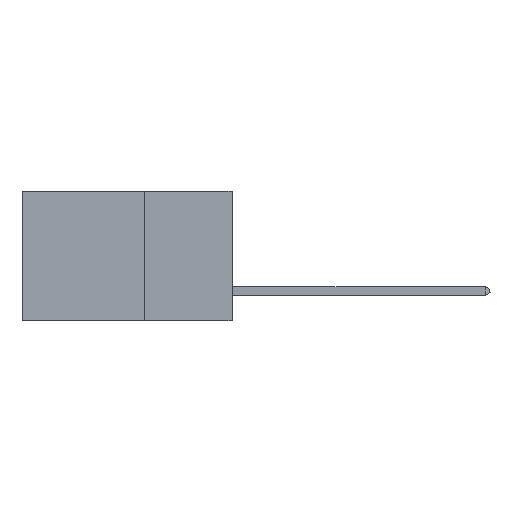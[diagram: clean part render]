
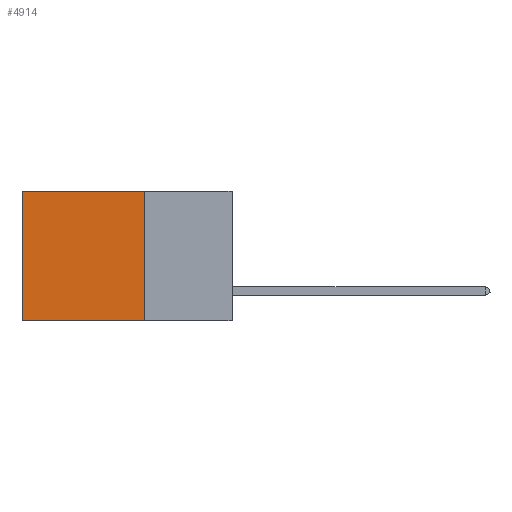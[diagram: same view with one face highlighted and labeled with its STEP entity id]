
A CAD part, left-side view. The second image highlights one B-rep face of the part: STEP entity #4914.
In plain terms, the highlighted planar face has unit normal (-1, 0, 0).
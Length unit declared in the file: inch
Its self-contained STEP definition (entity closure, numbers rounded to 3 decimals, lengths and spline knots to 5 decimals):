
#87 = FACE_OUTER_BOUND ( 'NONE', #7700, .T. ) ;
#808 = DIRECTION ( 'NONE',  ( 0., 0., -1. ) ) ;
#1976 = EDGE_CURVE ( 'NONE', #5925, #14637, #5948, .T. ) ;
#2836 = VERTEX_POINT ( 'NONE', #14132 ) ;
#3077 = EDGE_CURVE ( 'NONE', #5925, #5983, #4736, .T. ) ;
#3260 = LINE ( 'NONE', #6450, #14396 ) ;
#3887 = CARTESIAN_POINT ( 'NONE',  ( 0.2875, 0.6, 0. ) ) ;
#4508 = ORIENTED_EDGE ( 'NONE', *, *, #3077, .F. ) ;
#4694 = ORIENTED_EDGE ( 'NONE', *, *, #14279, .F. ) ;
#4736 = LINE ( 'NONE', #13754, #9927 ) ;
#4815 = VECTOR ( 'NONE', #6158, 39.37008 ) ;
#4914 = ADVANCED_FACE ( 'NONE', ( #87 ), #8869, .F. ) ;
#5259 = EDGE_CURVE ( 'NONE', #14637, #2836, #13571, .T. ) ;
#5905 = CARTESIAN_POINT ( 'NONE',  ( 0.2875, 0.25, 0. ) ) ;
#5925 = VERTEX_POINT ( 'NONE', #7100 ) ;
#5948 = LINE ( 'NONE', #5905, #4815 ) ;
#5983 = VERTEX_POINT ( 'NONE', #7874 ) ;
#6158 = DIRECTION ( 'NONE',  ( 0., 1., 0. ) ) ;
#6450 = CARTESIAN_POINT ( 'NONE',  ( 0.2875, 0.25, -0.37 ) ) ;
#6795 = DIRECTION ( 'NONE',  ( 0., 0., -1. ) ) ;
#7100 = CARTESIAN_POINT ( 'NONE',  ( 0.2875, 0.25, 0. ) ) ;
#7565 = DIRECTION ( 'NONE',  ( 0., 0., -1. ) ) ;
#7605 = CARTESIAN_POINT ( 'NONE',  ( 0.2875, 0.6, 0. ) ) ;
#7700 = EDGE_LOOP ( 'NONE', ( #10009, #4694, #4508, #14397 ) ) ;
#7874 = CARTESIAN_POINT ( 'NONE',  ( 0.2875, 0.25, -0.37 ) ) ;
#7957 = DIRECTION ( 'NONE',  ( 1., 0., 0. ) ) ;
#8869 = PLANE ( 'NONE',  #9342 ) ;
#8918 = CARTESIAN_POINT ( 'NONE',  ( 0.2875, 0.25, 0. ) ) ;
#9342 = AXIS2_PLACEMENT_3D ( 'NONE', #8918, #7957, #6795 ) ;
#9927 = VECTOR ( 'NONE', #808, 39.37008 ) ;
#10009 = ORIENTED_EDGE ( 'NONE', *, *, #5259, .T. ) ;
#11881 = VECTOR ( 'NONE', #7565, 39.37008 ) ;
#13571 = LINE ( 'NONE', #3887, #11881 ) ;
#13754 = CARTESIAN_POINT ( 'NONE',  ( 0.2875, 0.25, 0. ) ) ;
#14132 = CARTESIAN_POINT ( 'NONE',  ( 0.2875, 0.6, -0.37 ) ) ;
#14279 = EDGE_CURVE ( 'NONE', #5983, #2836, #3260, .T. ) ;
#14396 = VECTOR ( 'NONE', #14722, 39.37008 ) ;
#14397 = ORIENTED_EDGE ( 'NONE', *, *, #1976, .T. ) ;
#14637 = VERTEX_POINT ( 'NONE', #7605 ) ;
#14722 = DIRECTION ( 'NONE',  ( 0., 1., 0. ) ) ;
